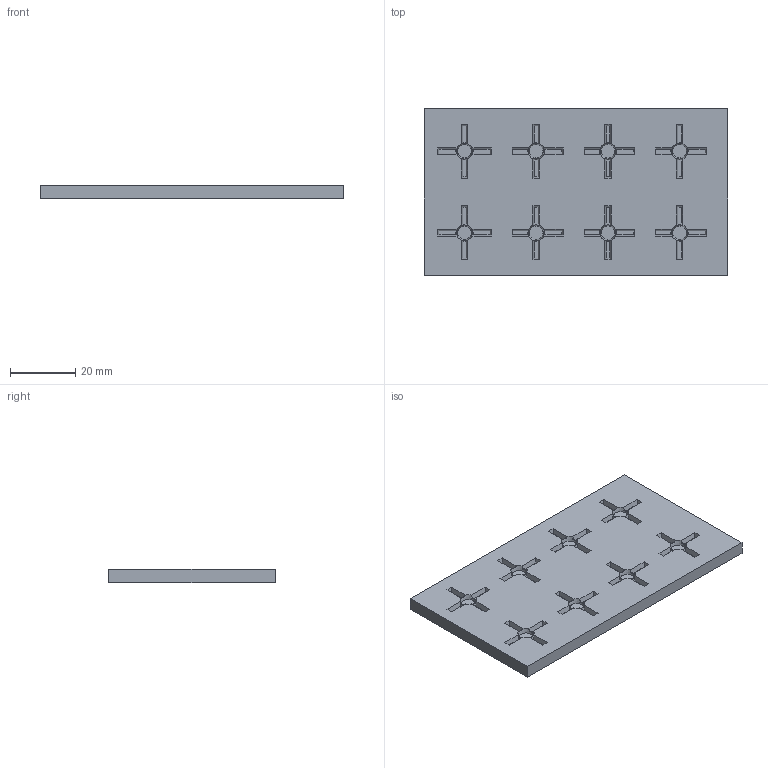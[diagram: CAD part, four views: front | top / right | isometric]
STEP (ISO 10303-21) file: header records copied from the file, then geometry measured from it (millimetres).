
FILE_DESCRIPTION(/* description */ (''),/* implementation_level */ '2;1');
FILE_NAME(/* name */ 'fold lines v5.step',/* time_stamp */ '2025-06-26T23:25:32+02:00',/* author */ (''),/* organization */ (''),/* preprocessor_version */ 'ST-DEVELOPER v20.1',/* originating_system */ 'Autodesk Translation Framework v14.4.0.0',/* authorisation */ '');
FILE_SCHEMA (('AUTOMOTIVE_DESIGN { 1 0 10303 214 3 1 1 }'));
Length unit declared in the file: millimetre
Products named in the file (1): fold lines
Bounding box: 93 x 51 x 4 mm (x, y, z)
Volume: 18351.3 mm3; surface area: 11245.3 mm2
Topology: 1 solids, 1 shells, 262 faces, 756 edges, 504 vertices
Faces by surface type: plane 222, bspline 16, cylinder 16, cone 8
Entity records: 9237 total; most frequent: CARTESIAN_POINT 2715, ORIENTED_EDGE 1512, DIRECTION 1154, EDGE_CURVE 756, LINE 516, VECTOR 516, VERTEX_POINT 504, AXIS2_PLACEMENT_3D 319
